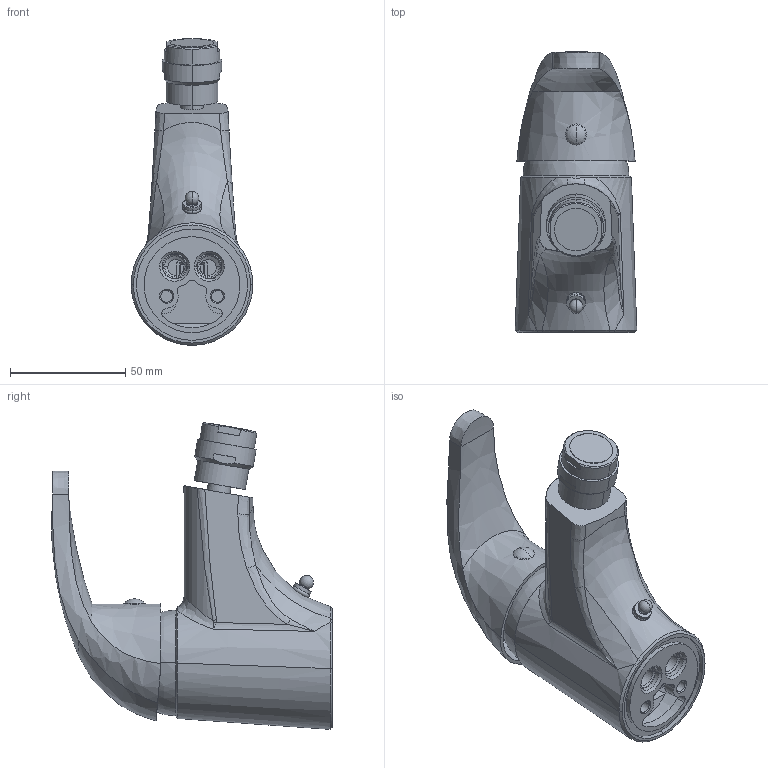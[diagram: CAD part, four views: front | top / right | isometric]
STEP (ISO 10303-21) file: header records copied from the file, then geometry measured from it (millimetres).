
FILE_DESCRIPTION((''),'2;1');
FILE_NAME('PE131CR_SW0001','2024-09-23T14:38:50',('alberto.gaboardi'),('PAFFONI SpA'),'CREO PARAMETRIC BY PTC INC, 2022124','CREO PARAMETRIC BY PTC INC, 2022124','');
FILE_SCHEMA(('CONFIG_CONTROL_DESIGN','SHAPE_APPEARANCE_LAYERS_GROUPS'));
Length unit declared in the file: millimetre
Products named in the file (1): PE131CR_SW0001
Bounding box: 52.85 x 122.05 x 133.22 mm (x, y, z)
Volume: 126657.2 mm3; surface area: 64656.1 mm2
Topology: 1 solids, 1 shells, 369 faces, 953 edges, 601 vertices
Faces by surface type: plane 113, cylinder 109, bspline 87, cone 46, torus 10, sphere 4
Entity records: 21316 total; most frequent: CARTESIAN_POINT 10413, ORIENTED_EDGE 1882, DIRECTION 1490, EDGE_CURVE 941, VERTEX_POINT 601, AXIS2_PLACEMENT_3D 576, EDGE_LOOP 410, FACE_OUTER_BOUND 369
